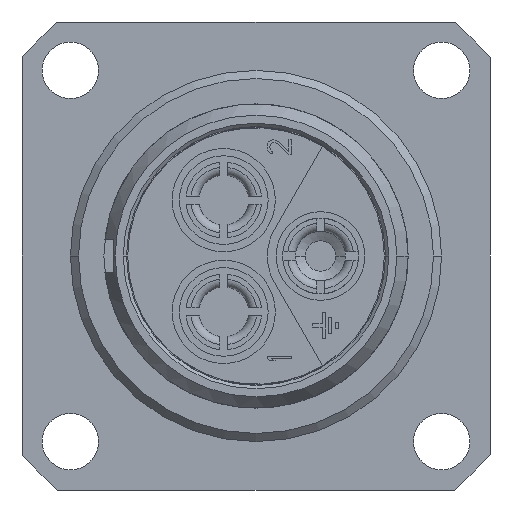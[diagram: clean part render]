
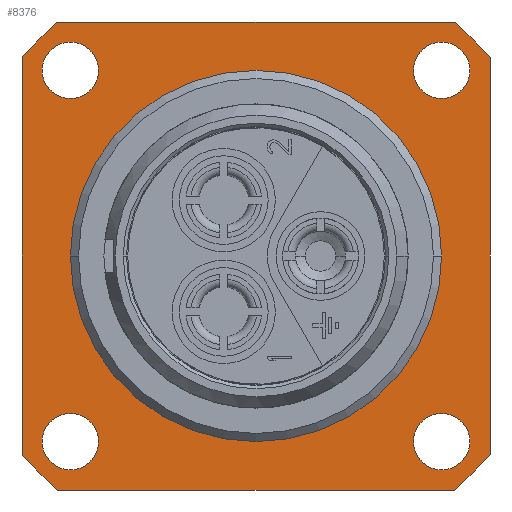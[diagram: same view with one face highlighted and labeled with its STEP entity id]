
A CAD part, left-side view. The second image highlights one B-rep face of the part: STEP entity #8376.
In plain terms, the highlighted planar face has unit normal (-1, 0, 0).
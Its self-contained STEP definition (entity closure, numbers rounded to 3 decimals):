
#448=CARTESIAN_POINT('',(-0.5,0.,0.));
#449=DIRECTION('',(1.,0.,0.));
#450=DIRECTION('',(0.,1.,0.));
#451=AXIS2_PLACEMENT_3D('',#448,#449,#450);
#461=CARTESIAN_POINT('',(-0.5,0.,0.));
#462=DIRECTION('',(1.,0.,0.));
#463=DIRECTION('',(0.,-1.,0.));
#464=AXIS2_PLACEMENT_3D('',#461,#462,#463);
#466=DIRECTION('',(0.,1.,0.));
#467=VECTOR('',#466,24.556);
#468=CARTESIAN_POINT('',(-0.5,-12.278,14.5));
#469=LINE('1028',#468,#467);
#470=CARTESIAN_POINT('',(-0.5,0.,0.));
#471=DIRECTION('',(1.,0.,0.));
#472=DIRECTION('',(0.,-0.646,0.763));
#473=AXIS2_PLACEMENT_3D('',#470,#471,#472);
#475=DIRECTION('',(0.,0.,1.));
#476=VECTOR('',#475,24.556);
#477=CARTESIAN_POINT('',(-0.5,-14.5,-12.278));
#478=LINE('1029',#477,#476);
#479=CARTESIAN_POINT('',(-0.5,0.,0.));
#480=DIRECTION('',(1.,0.,0.));
#481=DIRECTION('',(0.,-0.763,-0.646));
#482=AXIS2_PLACEMENT_3D('',#479,#480,#481);
#484=DIRECTION('',(0.,-1.,0.));
#485=VECTOR('',#484,24.556);
#486=CARTESIAN_POINT('',(-0.5,12.278,-14.5));
#487=LINE('1030',#486,#485);
#488=CARTESIAN_POINT('',(-0.5,0.,0.));
#489=DIRECTION('',(1.,0.,0.));
#490=DIRECTION('',(0.,0.646,-0.763));
#491=AXIS2_PLACEMENT_3D('',#488,#489,#490);
#493=DIRECTION('',(0.,0.,-1.));
#494=VECTOR('',#493,24.556);
#495=CARTESIAN_POINT('',(-0.5,14.5,12.278));
#496=LINE('1031',#495,#494);
#497=CARTESIAN_POINT('',(-0.5,0.,0.));
#498=DIRECTION('',(1.,0.,0.));
#499=DIRECTION('',(0.,0.763,0.646));
#500=AXIS2_PLACEMENT_3D('',#497,#498,#499);
#502=CARTESIAN_POINT('',(-0.5,11.5,-11.5));
#503=DIRECTION('',(-1.,0.,0.));
#504=DIRECTION('',(0.,0.,-1.));
#505=AXIS2_PLACEMENT_3D('',#502,#503,#504);
#507=CARTESIAN_POINT('',(-0.5,11.5,-11.5));
#508=DIRECTION('',(-1.,0.,0.));
#509=DIRECTION('',(0.,0.,1.));
#510=AXIS2_PLACEMENT_3D('',#507,#508,#509);
#512=CARTESIAN_POINT('',(-0.5,11.5,11.5));
#513=DIRECTION('',(-1.,0.,0.));
#514=DIRECTION('',(0.,0.,-1.));
#515=AXIS2_PLACEMENT_3D('',#512,#513,#514);
#517=CARTESIAN_POINT('',(-0.5,11.5,11.5));
#518=DIRECTION('',(-1.,0.,0.));
#519=DIRECTION('',(0.,0.,1.));
#520=AXIS2_PLACEMENT_3D('',#517,#518,#519);
#522=CARTESIAN_POINT('',(-0.5,-11.5,-11.5));
#523=DIRECTION('',(-1.,0.,0.));
#524=DIRECTION('',(0.,0.,-1.));
#525=AXIS2_PLACEMENT_3D('',#522,#523,#524);
#527=CARTESIAN_POINT('',(-0.5,-11.5,-11.5));
#528=DIRECTION('',(-1.,0.,0.));
#529=DIRECTION('',(0.,0.,1.));
#530=AXIS2_PLACEMENT_3D('',#527,#528,#529);
#532=CARTESIAN_POINT('',(-0.5,-11.5,11.5));
#533=DIRECTION('',(-1.,0.,0.));
#534=DIRECTION('',(0.,0.,-1.));
#535=AXIS2_PLACEMENT_3D('',#532,#533,#534);
#537=CARTESIAN_POINT('',(-0.5,-11.5,11.5));
#538=DIRECTION('',(-1.,0.,0.));
#539=DIRECTION('',(0.,0.,1.));
#540=AXIS2_PLACEMENT_3D('',#537,#538,#539);
#6527=CARTESIAN_POINT('',(-0.5,11.5,0.));
#6528=VERTEX_POINT('',#6527);
#6529=CARTESIAN_POINT('',(-0.5,-11.5,0.));
#6530=VERTEX_POINT('',#6529);
#6547=CARTESIAN_POINT('',(-0.5,11.5,-13.25));
#6548=CARTESIAN_POINT('',(-0.5,11.5,-9.75));
#6549=VERTEX_POINT('',#6547);
#6550=VERTEX_POINT('',#6548);
#6551=CARTESIAN_POINT('',(-0.5,11.5,9.75));
#6552=CARTESIAN_POINT('',(-0.5,11.5,13.25));
#6553=VERTEX_POINT('',#6551);
#6554=VERTEX_POINT('',#6552);
#6555=CARTESIAN_POINT('',(-0.5,-11.5,-13.25));
#6556=CARTESIAN_POINT('',(-0.5,-11.5,-9.75));
#6557=VERTEX_POINT('',#6555);
#6558=VERTEX_POINT('',#6556);
#6559=CARTESIAN_POINT('',(-0.5,-11.5,9.75));
#6560=CARTESIAN_POINT('',(-0.5,-11.5,13.25));
#6561=VERTEX_POINT('',#6559);
#6562=VERTEX_POINT('',#6560);
#6661=CARTESIAN_POINT('',(-0.5,-12.278,14.5));
#6662=CARTESIAN_POINT('',(-0.5,12.278,14.5));
#6663=VERTEX_POINT('',#6661);
#6664=VERTEX_POINT('',#6662);
#6665=CARTESIAN_POINT('',(-0.5,-14.5,-12.278));
#6666=CARTESIAN_POINT('',(-0.5,-14.5,12.278));
#6667=VERTEX_POINT('',#6665);
#6668=VERTEX_POINT('',#6666);
#6669=CARTESIAN_POINT('',(-0.5,12.278,-14.5));
#6670=CARTESIAN_POINT('',(-0.5,-12.278,-14.5));
#6671=VERTEX_POINT('',#6669);
#6672=VERTEX_POINT('',#6670);
#6673=CARTESIAN_POINT('',(-0.5,14.5,12.278));
#6674=CARTESIAN_POINT('',(-0.5,14.5,-12.278));
#6675=VERTEX_POINT('',#6673);
#6676=VERTEX_POINT('',#6674);
#8325=CARTESIAN_POINT('',(-0.5,0.,0.));
#8326=DIRECTION('',(1.,0.,0.));
#8327=DIRECTION('',(0.,0.,-1.));
#8328=AXIS2_PLACEMENT_3D('',#8325,#8326,#8327);
#8329=PLANE('288',#8328);
#8331=ORIENTED_EDGE('1028',*,*,#8330,.F.);
#8333=ORIENTED_EDGE('1079',*,*,#8332,.T.);
#8335=ORIENTED_EDGE('1029',*,*,#8334,.F.);
#8337=ORIENTED_EDGE('1078',*,*,#8336,.T.);
#8339=ORIENTED_EDGE('1030',*,*,#8338,.F.);
#8341=ORIENTED_EDGE('1077',*,*,#8340,.T.);
#8343=ORIENTED_EDGE('1031',*,*,#8342,.F.);
#8345=ORIENTED_EDGE('1066',*,*,#8344,.T.);
#8346=EDGE_LOOP('288',(#8331,#8333,#8335,#8337,#8339,#8341,#8343,#8345));
#8347=FACE_OUTER_BOUND('288',#8346,.F.);
#8349=ORIENTED_EDGE('926',*,*,#8348,.T.);
#8351=ORIENTED_EDGE('927',*,*,#8350,.T.);
#8352=EDGE_LOOP('288',(#8349,#8351));
#8353=FACE_BOUND('288',#8352,.F.);
#8355=ORIENTED_EDGE('928',*,*,#8354,.T.);
#8357=ORIENTED_EDGE('929',*,*,#8356,.T.);
#8358=EDGE_LOOP('288',(#8355,#8357));
#8359=FACE_BOUND('288',#8358,.F.);
#8361=ORIENTED_EDGE('930',*,*,#8360,.T.);
#8363=ORIENTED_EDGE('931',*,*,#8362,.T.);
#8364=EDGE_LOOP('288',(#8361,#8363));
#8365=FACE_BOUND('288',#8364,.F.);
#8367=ORIENTED_EDGE('932',*,*,#8366,.T.);
#8369=ORIENTED_EDGE('933',*,*,#8368,.T.);
#8370=EDGE_LOOP('288',(#8367,#8369));
#8371=FACE_BOUND('288',#8370,.F.);
#8372=ORIENTED_EDGE('916',*,*,#8290,.F.);
#8373=ORIENTED_EDGE('917',*,*,#8313,.F.);
#8374=EDGE_LOOP('288',(#8372,#8373));
#8375=FACE_BOUND('288',#8374,.F.);
#452=CIRCLE('916',#451,11.5);
#465=CIRCLE('917',#464,11.5);
#474=CIRCLE('1079',#473,19.);
#483=CIRCLE('1078',#482,19.);
#492=CIRCLE('1077',#491,19.);
#501=CIRCLE('1066',#500,19.);
#506=CIRCLE('926',#505,1.75);
#511=CIRCLE('927',#510,1.75);
#516=CIRCLE('928',#515,1.75);
#521=CIRCLE('929',#520,1.75);
#526=CIRCLE('930',#525,1.75);
#531=CIRCLE('931',#530,1.75);
#536=CIRCLE('932',#535,1.75);
#541=CIRCLE('933',#540,1.75);
#8290=EDGE_CURVE('916',#6528,#6530,#452,.T.);
#8313=EDGE_CURVE('917',#6530,#6528,#465,.T.);
#8330=EDGE_CURVE('1028',#6663,#6664,#469,.T.);
#8332=EDGE_CURVE('1079',#6663,#6668,#474,.T.);
#8334=EDGE_CURVE('1029',#6667,#6668,#478,.T.);
#8336=EDGE_CURVE('1078',#6667,#6672,#483,.T.);
#8338=EDGE_CURVE('1030',#6671,#6672,#487,.T.);
#8340=EDGE_CURVE('1077',#6671,#6676,#492,.T.);
#8342=EDGE_CURVE('1031',#6675,#6676,#496,.T.);
#8344=EDGE_CURVE('1066',#6675,#6664,#501,.T.);
#8348=EDGE_CURVE('926',#6549,#6550,#506,.T.);
#8350=EDGE_CURVE('927',#6550,#6549,#511,.T.);
#8354=EDGE_CURVE('928',#6553,#6554,#516,.T.);
#8356=EDGE_CURVE('929',#6554,#6553,#521,.T.);
#8360=EDGE_CURVE('930',#6557,#6558,#526,.T.);
#8362=EDGE_CURVE('931',#6558,#6557,#531,.T.);
#8366=EDGE_CURVE('932',#6561,#6562,#536,.T.);
#8368=EDGE_CURVE('933',#6562,#6561,#541,.T.);
#8376=ADVANCED_FACE('288',(#8347,#8353,#8359,#8365,#8371,#8375),#8329,.F.);
